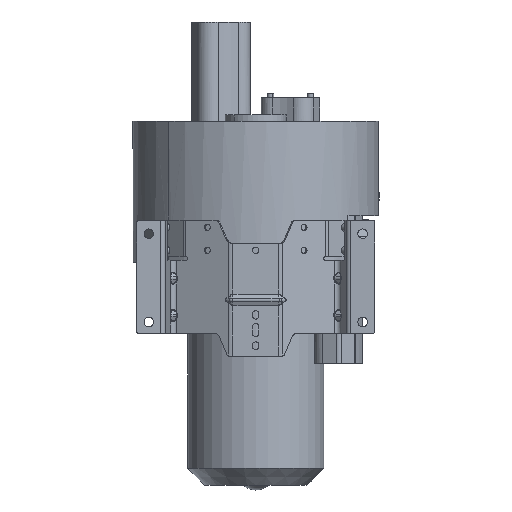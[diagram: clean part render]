
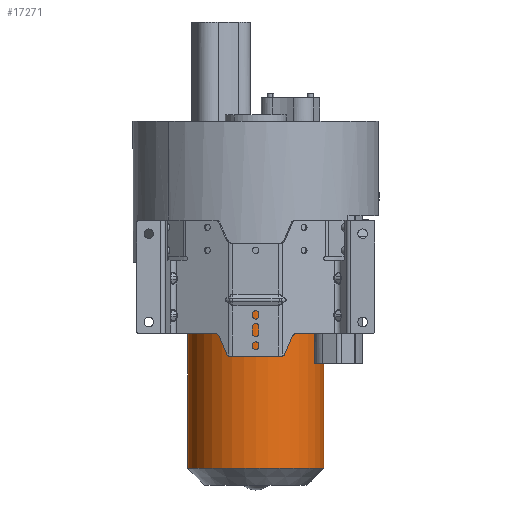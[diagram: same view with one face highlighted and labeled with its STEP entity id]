
A CAD part, front view. The second image highlights one B-rep face of the part: STEP entity #17271.
In plain terms, the highlighted cylindrical face has radius 100.25 mm (diameter 200.5 mm), a partial arc.
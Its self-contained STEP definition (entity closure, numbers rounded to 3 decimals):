
#562 = CARTESIAN_POINT ( 'NONE',  ( -100.25, 0., -35.13 ) ) ;
#2012 = AXIS2_PLACEMENT_3D ( 'NONE', #7543, #14255, #5037 ) ;
#2091 = EDGE_LOOP ( 'NONE', ( #26066, #29490, #23946, #11742 ) ) ;
#2105 = LINE ( 'NONE', #11603, #10778 ) ;
#3128 = CARTESIAN_POINT ( 'NONE',  ( -100.25, 0., -338. ) ) ;
#3662 = CARTESIAN_POINT ( 'NONE',  ( 100.25, 0., -338. ) ) ;
#4011 = EDGE_CURVE ( 'NONE', #29910, #10013, #17700, .T. ) ;
#5037 = DIRECTION ( 'NONE',  ( -1., 0., 0. ) ) ;
#6084 = CARTESIAN_POINT ( 'NONE',  ( 0., 0., -35.13 ) ) ;
#7543 = CARTESIAN_POINT ( 'NONE',  ( 0., 0., -35.13 ) ) ;
#8583 = DIRECTION ( 'NONE',  ( -1., 0., 0. ) ) ;
#8669 = DIRECTION ( 'NONE',  ( 0., 0., -1. ) ) ;
#9937 = AXIS2_PLACEMENT_3D ( 'NONE', #21362, #16238, #28365 ) ;
#10013 = VERTEX_POINT ( 'NONE', #3662 ) ;
#10778 = VECTOR ( 'NONE', #8669, 1000. ) ;
#10793 = EDGE_CURVE ( 'NONE', #18130, #22529, #2105, .T. ) ;
#11603 = CARTESIAN_POINT ( 'NONE',  ( -100.25, 0., -35.13 ) ) ;
#11742 = ORIENTED_EDGE ( 'NONE', *, *, #16446, .T. ) ;
#11878 = CIRCLE ( 'NONE', #30773, 100.25 ) ;
#12934 = DIRECTION ( 'NONE',  ( 0., 0., -1. ) ) ;
#13638 = FACE_OUTER_BOUND ( 'NONE', #2091, .T. ) ;
#13949 = CARTESIAN_POINT ( 'NONE',  ( 100.25, 0., -35.13 ) ) ;
#14255 = DIRECTION ( 'NONE',  ( 0., 0., -1. ) ) ;
#15610 = EDGE_CURVE ( 'NONE', #29910, #18130, #11878, .T. ) ;
#16238 = DIRECTION ( 'NONE',  ( 0., 0., 1. ) ) ;
#16446 = EDGE_CURVE ( 'NONE', #22529, #10013, #16890, .T. ) ;
#16890 = CIRCLE ( 'NONE', #9937, 100.25 ) ;
#17271 = ADVANCED_FACE ( 'NONE', ( #13638 ), #23149, .T. ) ;
#17700 = LINE ( 'NONE', #27202, #27964 ) ;
#18130 = VERTEX_POINT ( 'NONE', #562 ) ;
#21362 = CARTESIAN_POINT ( 'NONE',  ( 0., 0., -338. ) ) ;
#22529 = VERTEX_POINT ( 'NONE', #3128 ) ;
#22703 = DIRECTION ( 'NONE',  ( 0., 0., -1. ) ) ;
#23149 = CYLINDRICAL_SURFACE ( 'NONE', #2012, 100.25 ) ;
#23946 = ORIENTED_EDGE ( 'NONE', *, *, #10793, .T. ) ;
#26066 = ORIENTED_EDGE ( 'NONE', *, *, #4011, .F. ) ;
#27202 = CARTESIAN_POINT ( 'NONE',  ( 100.25, 0., -35.13 ) ) ;
#27964 = VECTOR ( 'NONE', #22703, 1000. ) ;
#28365 = DIRECTION ( 'NONE',  ( -1., 0., 0. ) ) ;
#29490 = ORIENTED_EDGE ( 'NONE', *, *, #15610, .T. ) ;
#29910 = VERTEX_POINT ( 'NONE', #13949 ) ;
#30773 = AXIS2_PLACEMENT_3D ( 'NONE', #6084, #12934, #8583 ) ;
